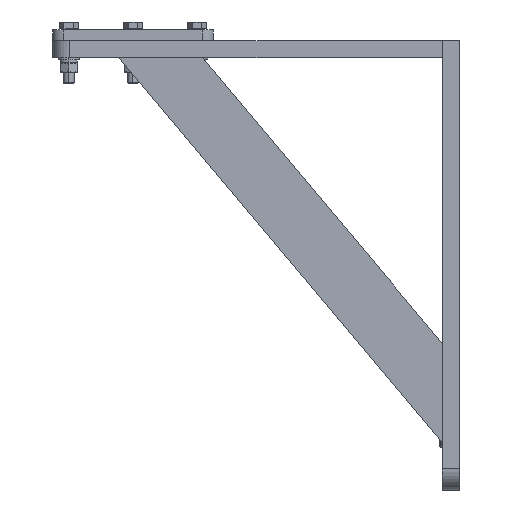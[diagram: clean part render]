
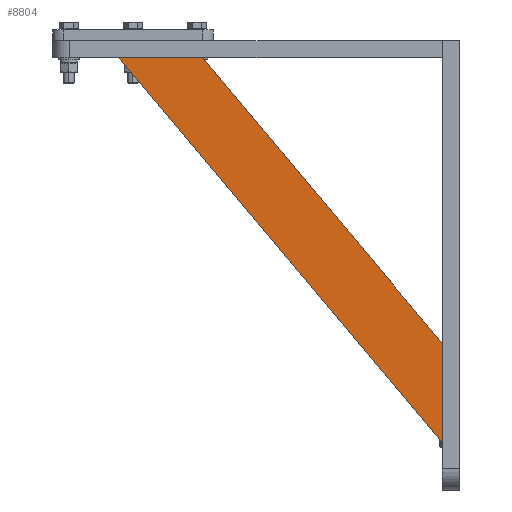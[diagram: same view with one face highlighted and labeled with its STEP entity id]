
A CAD part, left-side view. The second image highlights one B-rep face of the part: STEP entity #8804.
In plain terms, the highlighted planar face has unit normal (-1, 0, 0).
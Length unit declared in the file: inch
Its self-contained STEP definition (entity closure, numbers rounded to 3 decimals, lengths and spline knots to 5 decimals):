
#147 = DIRECTION ( 'NONE',  ( 1., 0., 0. ) ) ;
#631 = VECTOR ( 'NONE', #8153, 39.37008 ) ;
#658 = PLANE ( 'NONE',  #1980 ) ;
#746 = LINE ( 'NONE', #7319, #5351 ) ;
#751 = ORIENTED_EDGE ( 'NONE', *, *, #7988, .F. ) ;
#916 = CARTESIAN_POINT ( 'NONE',  ( -3.54331, 0.31496, -7.40157 ) ) ;
#1056 = EDGE_CURVE ( 'NONE', #2945, #3755, #746, .T. ) ;
#1314 = LINE ( 'NONE', #5565, #7985 ) ;
#1361 = CARTESIAN_POINT ( 'NONE',  ( -3.54331, 0.31496, -5.56551 ) ) ;
#1529 = CARTESIAN_POINT ( 'NONE',  ( -3.54331, 0., -0.31496 ) ) ;
#1980 = AXIS2_PLACEMENT_3D ( 'NONE', #6530, #147, #3501 ) ;
#2354 = VERTEX_POINT ( 'NONE', #5527 ) ;
#2442 = DIRECTION ( 'NONE',  ( 0., 0., -1. ) ) ;
#2695 = EDGE_CURVE ( 'NONE', #2354, #5888, #1314, .T. ) ;
#2842 = ORIENTED_EDGE ( 'NONE', *, *, #1056, .F. ) ;
#2856 = VECTOR ( 'NONE', #2442, 39.37008 ) ;
#2945 = VERTEX_POINT ( 'NONE', #916 ) ;
#3501 = DIRECTION ( 'NONE',  ( 0., 0., -1. ) ) ;
#3586 = DIRECTION ( 'NONE',  ( 0., 0.643, 0.766 ) ) ;
#3755 = VERTEX_POINT ( 'NONE', #7972 ) ;
#4027 = DIRECTION ( 'NONE',  ( 0., -0.643, -0.766 ) ) ;
#4258 = FACE_OUTER_BOUND ( 'NONE', #7016, .T. ) ;
#4687 = LINE ( 'NONE', #1529, #631 ) ;
#5351 = VECTOR ( 'NONE', #3586, 39.37008 ) ;
#5527 = CARTESIAN_POINT ( 'NONE',  ( -3.54331, 4.72644, -0.31496 ) ) ;
#5565 = CARTESIAN_POINT ( 'NONE',  ( -3.54331, 4.72644, -0.31496 ) ) ;
#5652 = ORIENTED_EDGE ( 'NONE', *, *, #8068, .F. ) ;
#5888 = VERTEX_POINT ( 'NONE', #1361 ) ;
#5999 = CARTESIAN_POINT ( 'NONE',  ( -3.54331, 0.31496, 0. ) ) ;
#6530 = CARTESIAN_POINT ( 'NONE',  ( -3.54331, 0., 0. ) ) ;
#7016 = EDGE_LOOP ( 'NONE', ( #2842, #5652, #7343, #751 ) ) ;
#7319 = CARTESIAN_POINT ( 'NONE',  ( -3.54331, 0.31496, -7.40157 ) ) ;
#7343 = ORIENTED_EDGE ( 'NONE', *, *, #2695, .F. ) ;
#7972 = CARTESIAN_POINT ( 'NONE',  ( -3.54331, 6.26909, -0.31496 ) ) ;
#7985 = VECTOR ( 'NONE', #4027, 39.37008 ) ;
#7988 = EDGE_CURVE ( 'NONE', #3755, #2354, #4687, .T. ) ;
#8068 = EDGE_CURVE ( 'NONE', #5888, #2945, #8856, .T. ) ;
#8153 = DIRECTION ( 'NONE',  ( 0., -1., 0. ) ) ;
#8804 = ADVANCED_FACE ( 'NONE', ( #4258 ), #658, .F. ) ;
#8856 = LINE ( 'NONE', #5999, #2856 ) ;
